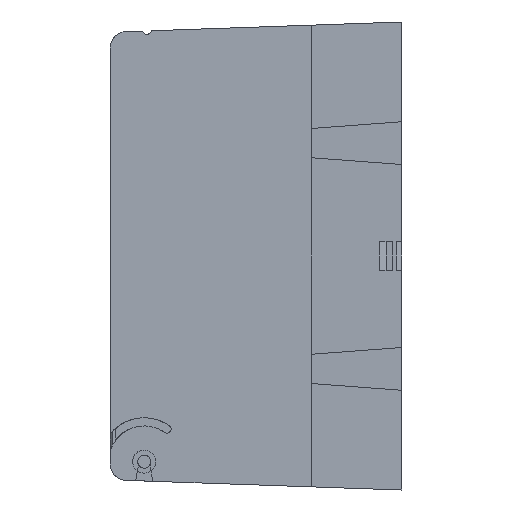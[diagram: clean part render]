
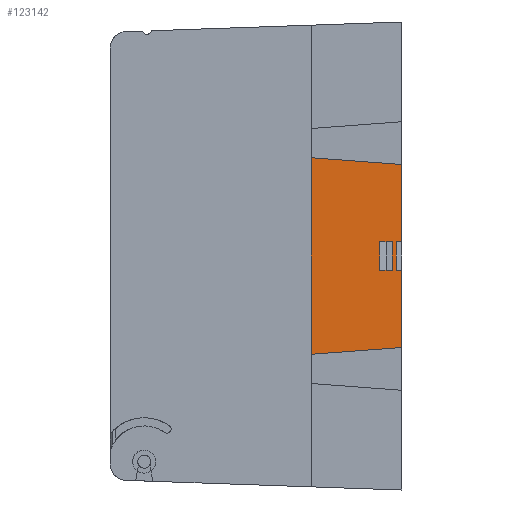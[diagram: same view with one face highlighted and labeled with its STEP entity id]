
A CAD part, left-side view. The second image highlights one B-rep face of the part: STEP entity #123142.
In plain terms, the highlighted planar face has unit normal (-1, 0, 0).
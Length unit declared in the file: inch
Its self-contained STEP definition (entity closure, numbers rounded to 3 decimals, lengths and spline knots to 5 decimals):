
#1132 = CARTESIAN_POINT ( 'NONE',  ( -6.525, 0.065, 0.175 ) ) ;
#1443 = LINE ( 'NONE', #119248, #28049 ) ;
#1948 = EDGE_CURVE ( 'NONE', #92807, #22715, #138875, .T. ) ;
#3436 = DIRECTION ( 'NONE',  ( 0., 0., -1. ) ) ;
#4304 = VERTEX_POINT ( 'NONE', #50940 ) ;
#4424 = CARTESIAN_POINT ( 'NONE',  ( -6.525, 0.065, -0.175 ) ) ;
#6588 = VERTEX_POINT ( 'NONE', #80463 ) ;
#7066 = ORIENTED_EDGE ( 'NONE', *, *, #39485, .T. ) ;
#7292 = CARTESIAN_POINT ( 'NONE',  ( -6.525, 0., 0.175 ) ) ;
#7359 = LINE ( 'NONE', #100618, #33890 ) ;
#8204 = CARTESIAN_POINT ( 'NONE',  ( -6.525, 0.065, -0.175 ) ) ;
#9322 = VERTEX_POINT ( 'NONE', #11825 ) ;
#9397 = VECTOR ( 'NONE', #138411, 39.37008 ) ;
#11825 = CARTESIAN_POINT ( 'NONE',  ( -6.525, 1.1, -1.19653 ) ) ;
#12008 = ORIENTED_EDGE ( 'NONE', *, *, #141530, .F. ) ;
#13489 = CARTESIAN_POINT ( 'NONE',  ( -6.525, 0.115, 0.175 ) ) ;
#14335 = EDGE_CURVE ( 'NONE', #69487, #9322, #96929, .T. ) ;
#14829 = CARTESIAN_POINT ( 'NONE',  ( -6.525, 0., 6.44233 ) ) ;
#15179 = EDGE_LOOP ( 'NONE', ( #135319, #105775, #60683, #84168 ) ) ;
#15563 = VERTEX_POINT ( 'NONE', #73151 ) ;
#16628 = LINE ( 'NONE', #40460, #133280 ) ;
#18994 = ORIENTED_EDGE ( 'NONE', *, *, #139170, .F. ) ;
#19492 = EDGE_CURVE ( 'NONE', #22715, #104663, #112316, .T. ) ;
#22248 = VECTOR ( 'NONE', #115142, 39.37008 ) ;
#22715 = VERTEX_POINT ( 'NONE', #1132 ) ;
#23402 = CARTESIAN_POINT ( 'NONE',  ( -6.525, 0.115, -0.175 ) ) ;
#24732 = LINE ( 'NONE', #107302, #51301 ) ;
#24865 = DIRECTION ( 'NONE',  ( 0., -1., 0. ) ) ;
#26357 = VECTOR ( 'NONE', #3436, 39.37008 ) ;
#28049 = VECTOR ( 'NONE', #62959, 39.37008 ) ;
#28839 = EDGE_CURVE ( 'NONE', #6588, #118074, #120064, .T. ) ;
#32892 = DIRECTION ( 'NONE',  ( 0., -1., 0. ) ) ;
#33890 = VECTOR ( 'NONE', #32892, 39.37008 ) ;
#35211 = DIRECTION ( 'NONE',  ( 0., -1., 0. ) ) ;
#36074 = ORIENTED_EDGE ( 'NONE', *, *, #19492, .T. ) ;
#38035 = LINE ( 'NONE', #23402, #124585 ) ;
#38624 = CARTESIAN_POINT ( 'NONE',  ( -6.525, 0., 6.44233 ) ) ;
#39485 = EDGE_CURVE ( 'NONE', #9322, #118074, #129585, .T. ) ;
#40460 = CARTESIAN_POINT ( 'NONE',  ( -6.525, 0., -0.175 ) ) ;
#46654 = CARTESIAN_POINT ( 'NONE',  ( -6.525, 0., 0.175 ) ) ;
#47437 = ORIENTED_EDGE ( 'NONE', *, *, #1948, .T. ) ;
#48195 = VERTEX_POINT ( 'NONE', #74257 ) ;
#50019 = DIRECTION ( 'NONE',  ( 0., 0., -1. ) ) ;
#50940 = CARTESIAN_POINT ( 'NONE',  ( -6.525, 0.115, -0.175 ) ) ;
#51059 = DIRECTION ( 'NONE',  ( 0., 0., 1. ) ) ;
#51301 = VECTOR ( 'NONE', #51059, 39.37008 ) ;
#55601 = VECTOR ( 'NONE', #106029, 39.37008 ) ;
#60683 = ORIENTED_EDGE ( 'NONE', *, *, #97946, .T. ) ;
#62959 = DIRECTION ( 'NONE',  ( 0., -0.997, -0.074 ) ) ;
#63982 = CARTESIAN_POINT ( 'NONE',  ( -6.525, 0., -1.115 ) ) ;
#69487 = VERTEX_POINT ( 'NONE', #116082 ) ;
#70425 = VECTOR ( 'NONE', #78768, 39.37008 ) ;
#72145 = EDGE_CURVE ( 'NONE', #106180, #4304, #7359, .T. ) ;
#73151 = CARTESIAN_POINT ( 'NONE',  ( -6.525, 0.115, 0.175 ) ) ;
#74257 = CARTESIAN_POINT ( 'NONE',  ( -6.525, 0., 1.115 ) ) ;
#74472 = EDGE_LOOP ( 'NONE', ( #134640, #121183, #47437, #36074, #18994, #12008, #81696, #7066 ) ) ;
#76526 = EDGE_CURVE ( 'NONE', #106180, #82704, #24732, .T. ) ;
#78768 = DIRECTION ( 'NONE',  ( 0., 0., -1. ) ) ;
#79214 = VECTOR ( 'NONE', #24865, 39.37008 ) ;
#80463 = CARTESIAN_POINT ( 'NONE',  ( -6.525, 0., -0.175 ) ) ;
#81696 = ORIENTED_EDGE ( 'NONE', *, *, #14335, .T. ) ;
#82309 = VECTOR ( 'NONE', #35211, 39.37008 ) ;
#82704 = VERTEX_POINT ( 'NONE', #98085 ) ;
#82751 = LINE ( 'NONE', #13489, #79214 ) ;
#84168 = ORIENTED_EDGE ( 'NONE', *, *, #109855, .F. ) ;
#87173 = LINE ( 'NONE', #94722, #55601 ) ;
#92807 = VERTEX_POINT ( 'NONE', #8204 ) ;
#94722 = CARTESIAN_POINT ( 'NONE',  ( -6.525, 0., 6.44233 ) ) ;
#96929 = LINE ( 'NONE', #134995, #70425 ) ;
#97946 = EDGE_CURVE ( 'NONE', #82704, #15563, #82751, .T. ) ;
#98085 = CARTESIAN_POINT ( 'NONE',  ( -6.525, 0.26794, 0.175 ) ) ;
#100618 = CARTESIAN_POINT ( 'NONE',  ( -6.525, 0.115, -0.175 ) ) ;
#102023 = CARTESIAN_POINT ( 'NONE',  ( -6.525, 0.26794, -0.175 ) ) ;
#102455 = DIRECTION ( 'NONE',  ( 0., 0., 1. ) ) ;
#104663 = VERTEX_POINT ( 'NONE', #7292 ) ;
#105775 = ORIENTED_EDGE ( 'NONE', *, *, #76526, .T. ) ;
#106029 = DIRECTION ( 'NONE',  ( 0., 0., -1. ) ) ;
#106180 = VERTEX_POINT ( 'NONE', #102023 ) ;
#107302 = CARTESIAN_POINT ( 'NONE',  ( -6.525, 0.26794, -0.175 ) ) ;
#109855 = EDGE_CURVE ( 'NONE', #4304, #15563, #38035, .T. ) ;
#112316 = LINE ( 'NONE', #46654, #82309 ) ;
#112866 = FACE_OUTER_BOUND ( 'NONE', #74472, .T. ) ;
#115142 = DIRECTION ( 'NONE',  ( 0., 0., 1. ) ) ;
#116082 = CARTESIAN_POINT ( 'NONE',  ( -6.525, 1.1, 1.19653 ) ) ;
#117636 = DIRECTION ( 'NONE',  ( 1., 0., 0. ) ) ;
#118074 = VERTEX_POINT ( 'NONE', #63982 ) ;
#119248 = CARTESIAN_POINT ( 'NONE',  ( -6.525, 0., 1.115 ) ) ;
#119898 = DIRECTION ( 'NONE',  ( 0., -1., 0. ) ) ;
#120064 = LINE ( 'NONE', #14829, #26357 ) ;
#121183 = ORIENTED_EDGE ( 'NONE', *, *, #129164, .F. ) ;
#123142 = ADVANCED_FACE ( 'NONE', ( #112866, #142888 ), #128442, .F. ) ;
#124585 = VECTOR ( 'NONE', #102455, 39.37008 ) ;
#127071 = CARTESIAN_POINT ( 'NONE',  ( -6.525, -0.55706, -1.07371 ) ) ;
#128442 = PLANE ( 'NONE',  #141508 ) ;
#129164 = EDGE_CURVE ( 'NONE', #92807, #6588, #16628, .T. ) ;
#129585 = LINE ( 'NONE', #127071, #9397 ) ;
#133280 = VECTOR ( 'NONE', #119898, 39.37008 ) ;
#134640 = ORIENTED_EDGE ( 'NONE', *, *, #28839, .F. ) ;
#134995 = CARTESIAN_POINT ( 'NONE',  ( -6.525, 1.1, 6.44233 ) ) ;
#135319 = ORIENTED_EDGE ( 'NONE', *, *, #72145, .F. ) ;
#138411 = DIRECTION ( 'NONE',  ( 0., -0.997, 0.074 ) ) ;
#138875 = LINE ( 'NONE', #4424, #22248 ) ;
#139170 = EDGE_CURVE ( 'NONE', #48195, #104663, #87173, .T. ) ;
#141508 = AXIS2_PLACEMENT_3D ( 'NONE', #38624, #117636, #50019 ) ;
#141530 = EDGE_CURVE ( 'NONE', #69487, #48195, #1443, .T. ) ;
#142888 = FACE_BOUND ( 'NONE', #15179, .T. ) ;
